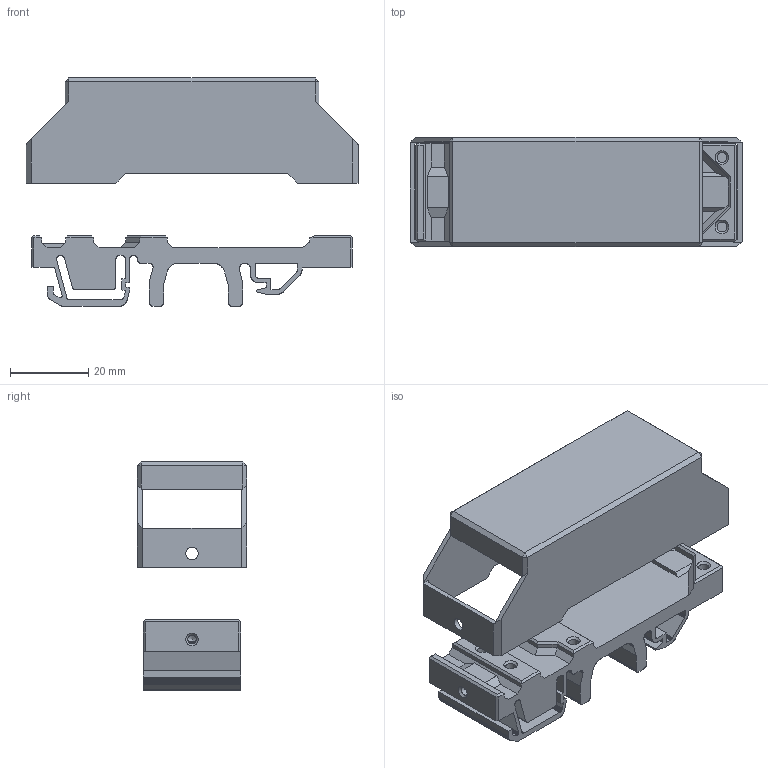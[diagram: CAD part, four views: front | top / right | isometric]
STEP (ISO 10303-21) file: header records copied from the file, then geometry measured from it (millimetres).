
FILE_DESCRIPTION(/* description */ (''),/* implementation_level */ '2;1');
FILE_NAME(/* name */ 'wifi-modbus-esp32-proxy-box.step',/* time_stamp */ '2024-11-08T13:56:22+01:00',/* author */ (''),/* organization */ (''),/* preprocessor_version */ 'ST-DEVELOPER v20',/* originating_system */ 'Autodesk Translation Framework v13.20.0.188',/* authorisation */ '');
FILE_SCHEMA (('AUTOMOTIVE_DESIGN { 1 0 10303 214 3 1 1 }'));
Length unit declared in the file: millimetre
Products named in the file (2): ev-charge-wifi-proxy-box-din; cover
Assembly tree (1 placements, depth 2):
  ev-charge-wifi-proxy-box-din
    cover
Bounding box: 85 x 28 x 58.5 mm (x, y, z)
Volume: 23716.3 mm3; surface area: 24113 mm2
Topology: 2 solids, 2 shells, 1151 faces, 3381 edges, 2234 vertices
Faces by surface type: plane 1130, cylinder 11, cone 10
Full cylindrical faces by diameter (mm): 2.2 x2, 2.5 x6, 3.2 x2
Entity records: 37552 total; most frequent: CARTESIAN_POINT 6803, ORIENTED_EDGE 6758, DIRECTION 5798, EDGE_CURVE 3379, LINE 3232, VECTOR 3232, VERTEX_POINT 2234, AXIS2_PLACEMENT_3D 1283
